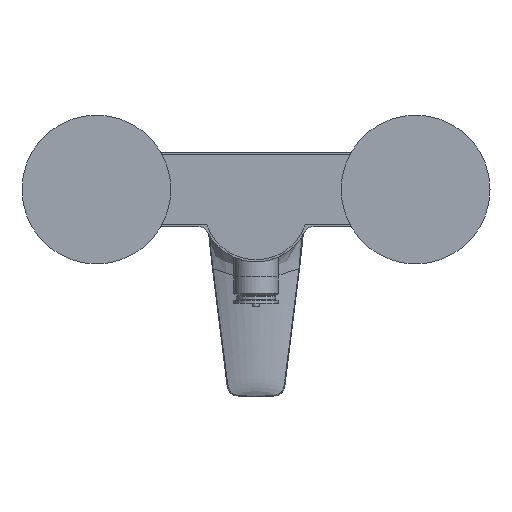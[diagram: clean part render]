
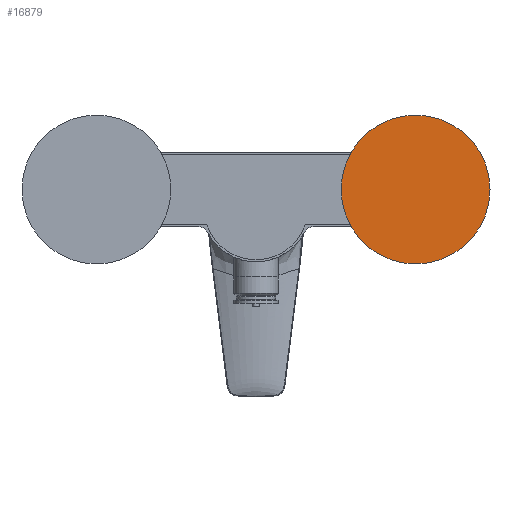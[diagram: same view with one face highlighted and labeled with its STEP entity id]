
A CAD part, left-side view. The second image highlights one B-rep face of the part: STEP entity #16879.
In plain terms, the highlighted planar face has unit normal (-1, 0, 0).
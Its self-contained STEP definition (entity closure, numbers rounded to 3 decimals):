
#8129=ORIENTED_EDGE('',*,*,#10583,.T.);
#10583=EDGE_CURVE('',#12210,#12210,#12877,.T.);
#12210=VERTEX_POINT('',#53276);
#12877=CIRCLE('',#24382,35.);
#14098=EDGE_LOOP('',(#8129));
#15369=FACE_BOUND('',#14098,.T.);
#15888=PLANE('',#24381);
#16879=ADVANCED_FACE('',(#15369),#15888,.F.);
#24381=AXIS2_PLACEMENT_3D('',#53274,#28410,#28411);
#24382=AXIS2_PLACEMENT_3D('',#53275,#28412,#28413);
#28410=DIRECTION('',(1.,0.,0.));
#28411=DIRECTION('',(0.,-1.,0.));
#28412=DIRECTION('',(-1.,0.,0.));
#28413=DIRECTION('',(0.,1.,0.));
#53274=CARTESIAN_POINT('',(-73.,-40.,8.5));
#53275=CARTESIAN_POINT('',(-73.,-75.,8.5));
#53276=CARTESIAN_POINT('',(-73.,-40.,8.5));
